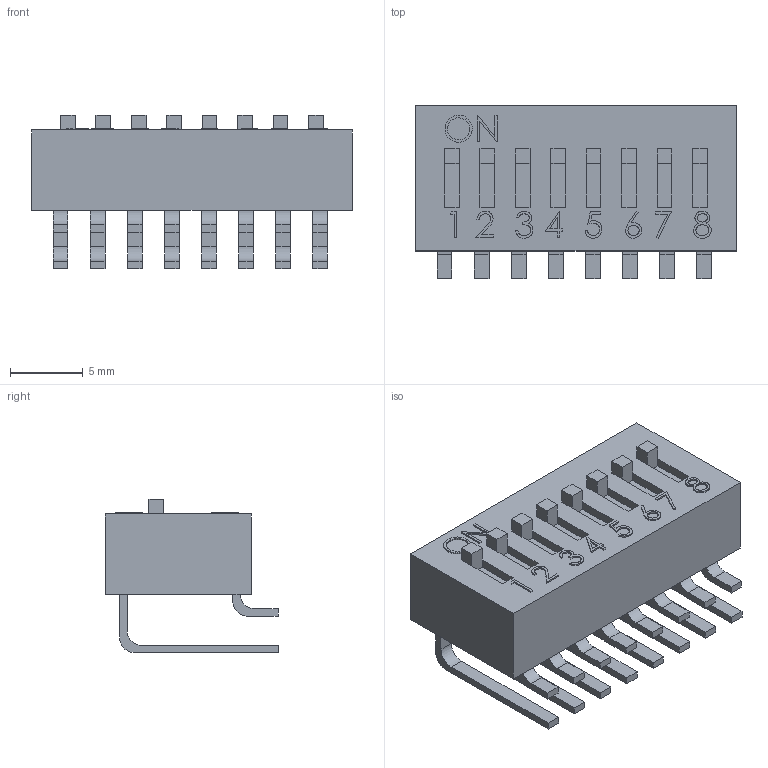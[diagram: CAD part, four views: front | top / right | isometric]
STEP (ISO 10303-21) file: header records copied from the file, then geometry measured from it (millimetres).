
FILE_DESCRIPTION (( 'STEP AP214' ), '1' );
FILE_NAME ('匿鎢羲壽.STEP', '2012-03-28T08:59:21', ( 'Lenovo User' ), ( 'Lenovo (Beijing) Limited' ), 'SwSTEP 2.0', 'SolidWorks 2011', '' );
FILE_SCHEMA (( 'AUTOMOTIVE_DESIGN' ));
Length unit declared in the file: millimetre
Products named in the file (1): 匿鎢羲壽
Bounding box: 22 x 11.9 x 10.5 mm (x, y, z)
Volume: 1278.3 mm3; surface area: 1300.8 mm2
Topology: 1 solids, 1 shells, 344 faces, 893 edges, 590 vertices
Faces by surface type: plane 250, bspline 62, cylinder 32
Entity records: 14868 total; most frequent: CARTESIAN_POINT 5850, ORIENTED_EDGE 1786, DIRECTION 1399, EDGE_CURVE 893, VECTOR 705, LINE 705, VERTEX_POINT 590, EDGE_LOOP 383
